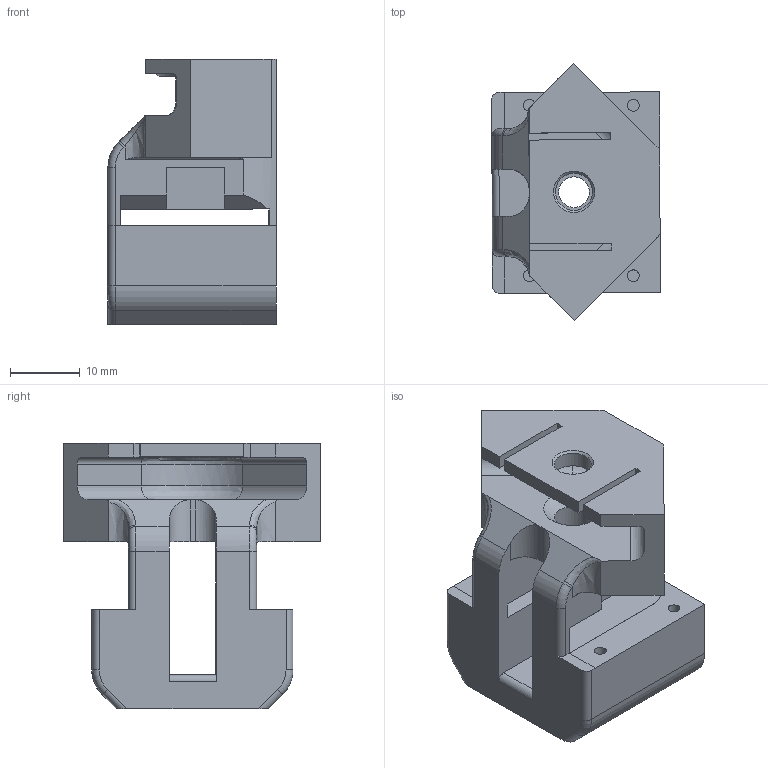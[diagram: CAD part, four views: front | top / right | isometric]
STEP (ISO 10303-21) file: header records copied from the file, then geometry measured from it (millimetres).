
FILE_DESCRIPTION(('HOOPS Exchange Step'),'2;1');
FILE_NAME('temp_export','2023-05-04T16:43:05-05:00',('mjohnson'),('Shapr3D Limited'),'HOOPS Exchange 2022.2','Shapr3D','Authorized');
FILE_SCHEMA( ('AUTOMOTIVE_DESIGN { 1 0 10303 214 1 1 1 1 }') );
Length unit declared in the file: millimetre
Products named in the file (1): root
Bounding box: 24.1 x 36.73 x 38 mm (x, y, z)
Volume: 13931.2 mm3; surface area: 7338.8 mm2
Topology: 1 solids, 1 shells, 116 faces, 320 edges, 209 vertices
Faces by surface type: plane 65, cylinder 35, bspline 7, cone 4, torus 4, sphere 1
Full cylindrical faces by diameter (mm): 1.7 x4, 4.4 x1, 5.3 x2, 9.8 x1
Entity records: 5610 total; most frequent: CARTESIAN_POINT 2575, ORIENTED_EDGE 640, DIRECTION 612, EDGE_CURVE 320, AXIS2_PLACEMENT_3D 209, VERTEX_POINT 209, VECTOR 194, LINE 194
